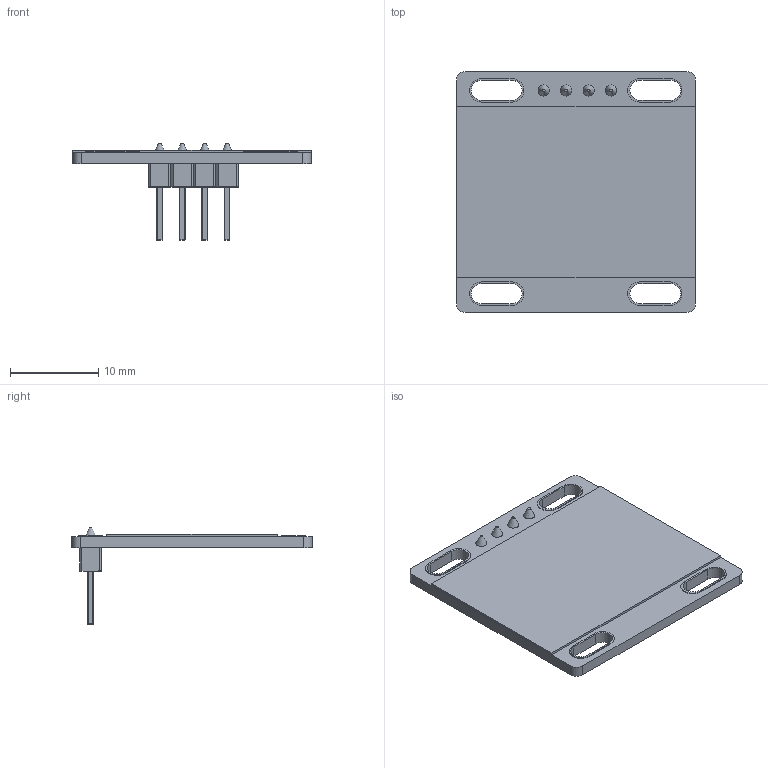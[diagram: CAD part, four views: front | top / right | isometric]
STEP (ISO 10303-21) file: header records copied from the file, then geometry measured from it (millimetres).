
FILE_DESCRIPTION(/* description */ (''),/* implementation_level */ '2;1');
FILE_NAME(/* name */ 'LCD 98in.ipt.step',/* time_stamp */ '2018-09-24T13:20:24-04:00',/* author */ ('EEPROM'),/* organization */ (''),/* preprocessor_version */ 'ST-DEVELOPER v17.2',/* originating_system */ 'Autodesk Inventor 2019',/* authorisation */ '');
FILE_SCHEMA (('AUTOMOTIVE_DESIGN { 1 0 10303 214 3 1 1 }'));
Length unit declared in the file: millimetre
Products named in the file (1): LCD 98in
Bounding box: 27.05 x 27.25 x 10.91 mm (x, y, z)
Volume: 1067.8 mm3; surface area: 1793.5 mm2
Topology: 1 solids, 5 shells, 197 faces, 448 edges, 278 vertices
Faces by surface type: plane 99, cylinder 71, sphere 15, torus 8, cone 4
Full cylindrical faces by diameter (mm): 0.317 x4
Entity records: 5663 total; most frequent: DIRECTION 985, CARTESIAN_POINT 964, ORIENTED_EDGE 896, EDGE_CURVE 448, AXIS2_PLACEMENT_3D 347, LINE 291, VECTOR 291, VERTEX_POINT 278
